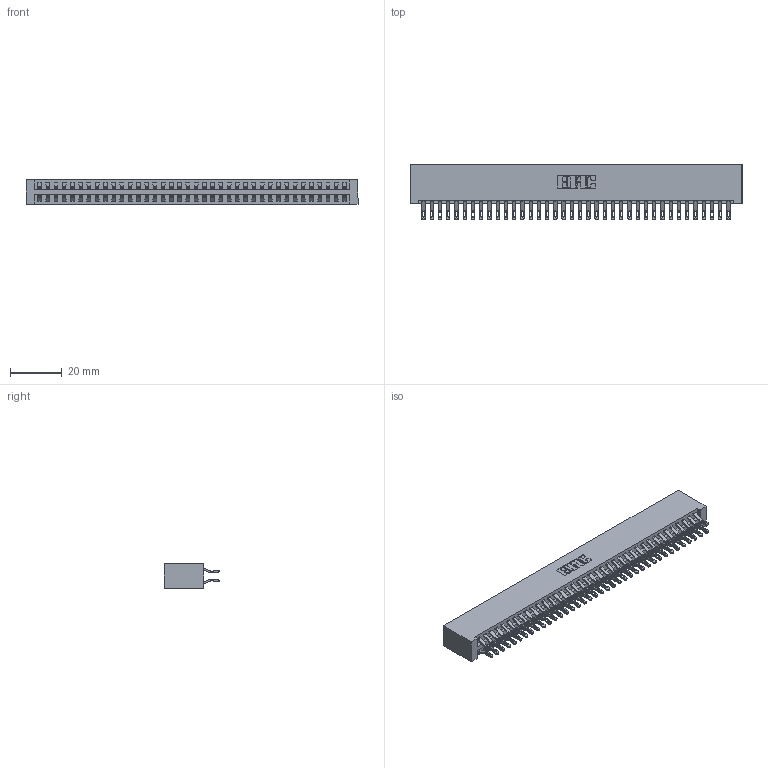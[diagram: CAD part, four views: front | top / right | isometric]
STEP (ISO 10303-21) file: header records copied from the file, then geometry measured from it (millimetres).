
FILE_DESCRIPTION (( 'STEP AP203' ), '1' );
FILE_NAME ('396-076-555-201.STEP', '2018-09-09T14:07:01', ( '' ), ( '' ), 'SwSTEP 2.0', 'SolidWorks 2016', '' );
FILE_SCHEMA (( 'CONFIG_CONTROL_DESIGN' ));
Length unit declared in the file: inch
Products named in the file (3): 346 Part_No Mounting Lugs; 345-292-001_555 Tail; 396-076-555-201
Assembly tree (77 placements, depth 2):
  396-076-555-201
    346 Part_No Mounting Lugs
    345-292-001_555 Tail  x76
Bounding box: 127.89 x 21.46 x 9.4 mm (x, y, z)
Volume: 13233.4 mm3; surface area: 19076.3 mm2
Topology: 77 solids, 77 shells, 4522 faces, 14213 edges, 9474 vertices
Faces by surface type: plane 2580, cylinder 1942
Entity records: 25387 total; most frequent: CARTESIAN_POINT 4222, ORIENTED_EDGE 4126, DIRECTION 3735, EDGE_CURVE 2063, VECTOR 1767, LINE 1767, VERTEX_POINT 1374, AXIS2_PLACEMENT_3D 984
